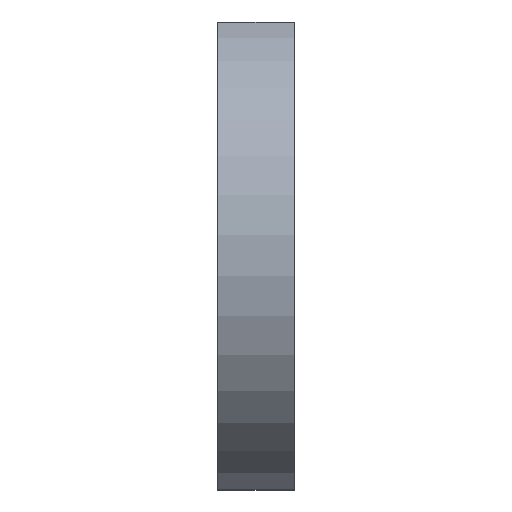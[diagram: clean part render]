
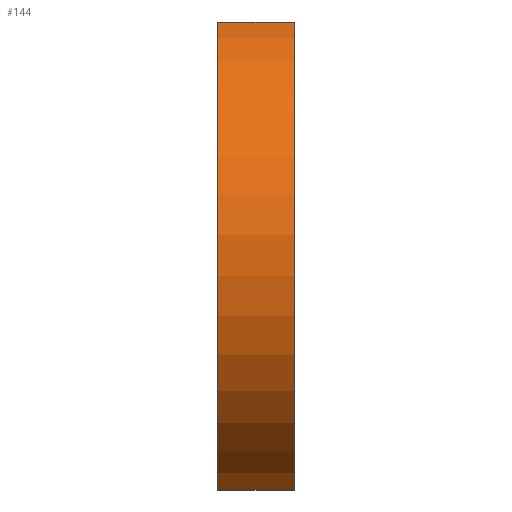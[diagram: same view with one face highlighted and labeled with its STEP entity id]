
A CAD part, top view. The second image highlights one B-rep face of the part: STEP entity #144.
In plain terms, the highlighted cylindrical face has radius 65 mm (diameter 130 mm), a partial arc.
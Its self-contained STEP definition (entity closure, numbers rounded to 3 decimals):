
#144=ADVANCED_FACE('',(#333),#334,.T.);
#333=FACE_OUTER_BOUND('',#516,.T.);
#334=CYLINDRICAL_SURFACE('',#517,65.0);
#516=EDGE_LOOP('',(#861,#862,#863,#864));
#517=AXIS2_PLACEMENT_3D('',#865,#866,#867);
#861=ORIENTED_EDGE('',*,*,#955,.T.);
#862=ORIENTED_EDGE('',*,*,#987,.T.);
#863=ORIENTED_EDGE('',*,*,#1010,.T.);
#864=ORIENTED_EDGE('',*,*,#918,.T.);
#865=CARTESIAN_POINT('',(11.0,0.0,0.0));
#866=DIRECTION('',(-1.0,0.0,0.0));
#867=DIRECTION('',(0.0,1.0,0.0));
#918=EDGE_CURVE('',#1081,#1079,#1082,.T.);
#955=EDGE_CURVE('',#1079,#1143,#1145,.T.);
#987=EDGE_CURVE('',#1143,#1189,#1190,.F.);
#1010=EDGE_CURVE('',#1189,#1081,#1220,.T.);
#1079=VERTEX_POINT('',#1359);
#1081=VERTEX_POINT('',#1362);
#1082=LINE('',#1363,#1364);
#1143=VERTEX_POINT('',#1434);
#1145=CIRCLE('',#1437,65.0);
#1189=VERTEX_POINT('',#1493);
#1190=LINE('',#1494,#1495);
#1220=CIRCLE('',#1596,65.0);
#1359=CARTESIAN_POINT('',(-9.0,61.5,21.042));
#1362=CARTESIAN_POINT('',(11.0,61.5,21.042));
#1363=CARTESIAN_POINT('',(11.0,61.5,21.042));
#1364=VECTOR('',#1663,1.0);
#1434=CARTESIAN_POINT('',(-9.0,-61.5,21.042));
#1437=AXIS2_PLACEMENT_3D('',#1734,#1735,#1736);
#1493=CARTESIAN_POINT('',(11.0,-61.5,21.042));
#1494=CARTESIAN_POINT('',(11.0,-61.5,21.042));
#1495=VECTOR('',#1770,1.0);
#1596=AXIS2_PLACEMENT_3D('',#1794,#1795,#1796);
#1663=DIRECTION('',(-1.0,0.0,0.0));
#1734=CARTESIAN_POINT('',(-9.0,0.0,0.0));
#1735=DIRECTION('',(1.0,0.0,0.0));
#1736=DIRECTION('',(0.0,1.0,0.0));
#1770=DIRECTION('',(-1.0,0.0,0.0));
#1794=CARTESIAN_POINT('',(11.0,0.0,0.0));
#1795=DIRECTION('',(-1.0,0.0,0.0));
#1796=DIRECTION('',(0.0,1.0,0.0));
